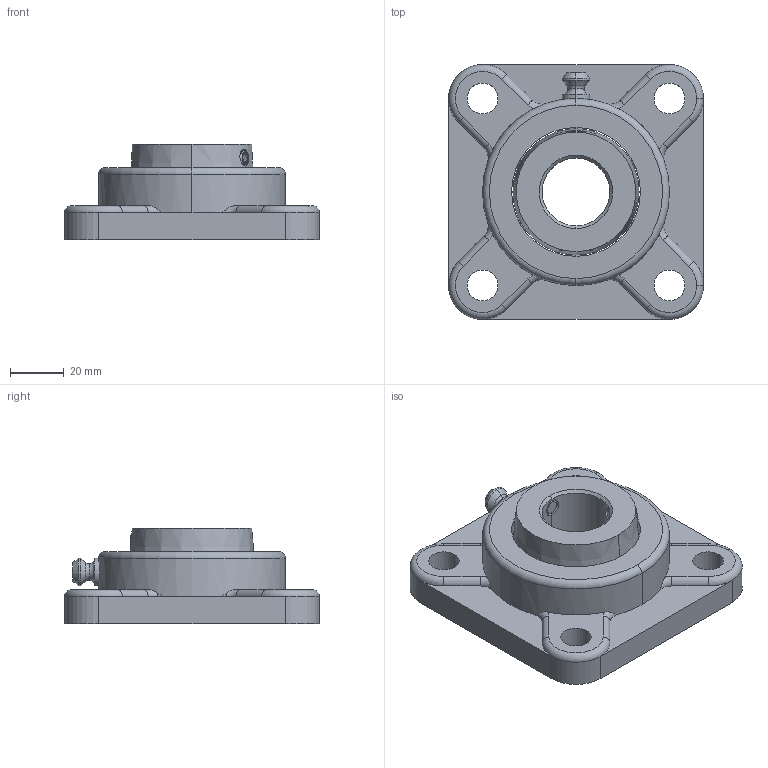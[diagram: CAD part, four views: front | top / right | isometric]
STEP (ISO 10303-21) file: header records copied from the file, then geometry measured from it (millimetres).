
FILE_DESCRIPTION (( 'STEP AP203' ), '1' );
FILE_NAME ('6494K33.step', '2012-12-07T14:11:27', ( 'jim' ), ( '' ), 'SwSTEP 2.0', 'SolidWorks 2009', '' );
FILE_SCHEMA (( 'CONFIG_CONTROL_DESIGN' ));
Length unit declared in the file: inch
Products named in the file (1): 6494K33
Bounding box: 95.25 x 95.25 x 35.72 mm (x, y, z)
Volume: 143799.1 mm3; surface area: 40147.7 mm2
Topology: 10 solids, 10 shells, 326 faces, 723 edges, 407 vertices
Faces by surface type: cylinder 132, cone 118, plane 36, torus 28, sphere 12
Entity records: 11574 total; most frequent: CARTESIAN_POINT 4625, DIRECTION 1475, ORIENTED_EDGE 1386, EDGE_CURVE 693, AXIS2_PLACEMENT_3D 603, VERTEX_POINT 389, EDGE_LOOP 344, ADVANCED_FACE 326
